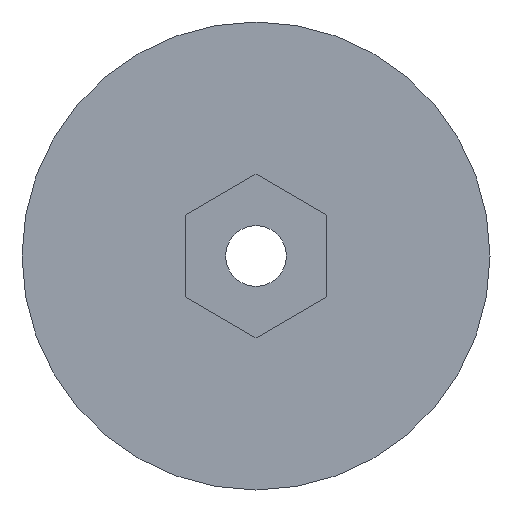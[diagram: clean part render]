
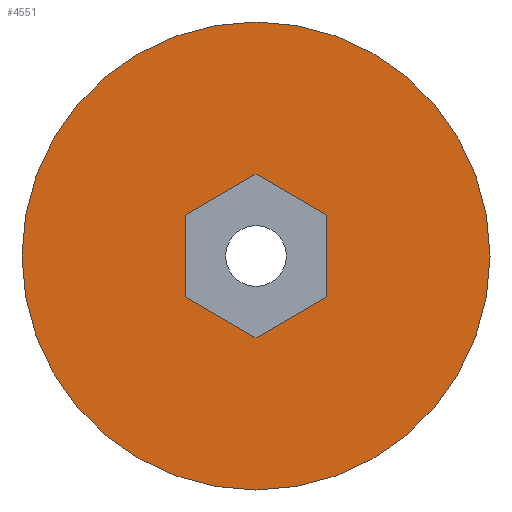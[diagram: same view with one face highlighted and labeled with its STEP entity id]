
A CAD part, left-side view. The second image highlights one B-rep face of the part: STEP entity #4551.
In plain terms, the highlighted planar face has unit normal (-1, 0, 0).
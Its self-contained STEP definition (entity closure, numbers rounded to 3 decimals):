
#115=CARTESIAN_POINT('',(0.,0.,0.));
#116=DIRECTION('',(-1.,0.,0.));
#117=DIRECTION('',(0.,1.,0.));
#118=AXIS2_PLACEMENT_3D('',#115,#116,#117);
#120=CARTESIAN_POINT('',(0.,0.,0.));
#121=DIRECTION('',(-1.,0.,0.));
#122=DIRECTION('',(0.,-1.,0.));
#123=AXIS2_PLACEMENT_3D('',#120,#121,#122);
#125=DIRECTION('',(0.,-0.866,-0.5));
#126=VECTOR('',#125,1.443);
#127=CARTESIAN_POINT('',(0.,0.,1.443));
#128=LINE('',#127,#126);
#129=DIRECTION('',(0.,-0.866,0.5));
#130=VECTOR('',#129,1.443);
#131=CARTESIAN_POINT('',(0.,1.25,0.722));
#132=LINE('',#131,#130);
#133=DIRECTION('',(0.,0.,1.));
#134=VECTOR('',#133,1.443);
#135=CARTESIAN_POINT('',(0.,1.25,-0.722));
#136=LINE('',#135,#134);
#137=DIRECTION('',(0.,0.866,0.5));
#138=VECTOR('',#137,1.443);
#139=CARTESIAN_POINT('',(0.,0.,-1.443));
#140=LINE('',#139,#138);
#141=DIRECTION('',(0.,0.866,-0.5));
#142=VECTOR('',#141,1.443);
#143=CARTESIAN_POINT('',(0.,-1.25,-0.722));
#144=LINE('',#143,#142);
#145=DIRECTION('',(0.,0.,-1.));
#146=VECTOR('',#145,1.443);
#147=CARTESIAN_POINT('',(0.,-1.25,0.722));
#148=LINE('',#147,#146);
#4454=CARTESIAN_POINT('',(0.,0.,1.443));
#4455=CARTESIAN_POINT('',(0.,-1.25,0.722));
#4456=VERTEX_POINT('',#4454);
#4457=VERTEX_POINT('',#4455);
#4458=CARTESIAN_POINT('',(0.,-1.25,-0.722));
#4459=VERTEX_POINT('',#4458);
#4460=CARTESIAN_POINT('',(0.,0.,-1.443));
#4461=VERTEX_POINT('',#4460);
#4462=CARTESIAN_POINT('',(0.,1.25,-0.722));
#4463=VERTEX_POINT('',#4462);
#4464=CARTESIAN_POINT('',(0.,1.25,0.722));
#4465=VERTEX_POINT('',#4464);
#4484=CARTESIAN_POINT('',(0.,4.123,0.));
#4485=CARTESIAN_POINT('',(0.,-4.123,0.));
#4486=VERTEX_POINT('',#4484);
#4487=VERTEX_POINT('',#4485);
#4526=CARTESIAN_POINT('',(0.,0.,0.));
#4527=DIRECTION('',(1.,0.,0.));
#4528=DIRECTION('',(0.,-1.,0.));
#4529=AXIS2_PLACEMENT_3D('',#4526,#4527,#4528);
#4530=PLANE('',#4529);
#4532=ORIENTED_EDGE('',*,*,#4531,.F.);
#4534=ORIENTED_EDGE('',*,*,#4533,.F.);
#4535=EDGE_LOOP('',(#4532,#4534));
#4536=FACE_OUTER_BOUND('',#4535,.F.);
#4538=ORIENTED_EDGE('',*,*,#4537,.F.);
#4540=ORIENTED_EDGE('',*,*,#4539,.F.);
#4542=ORIENTED_EDGE('',*,*,#4541,.F.);
#4544=ORIENTED_EDGE('',*,*,#4543,.F.);
#4546=ORIENTED_EDGE('',*,*,#4545,.F.);
#4548=ORIENTED_EDGE('',*,*,#4547,.F.);
#4549=EDGE_LOOP('',(#4538,#4540,#4542,#4544,#4546,#4548));
#4550=FACE_BOUND('',#4549,.F.);
#119=CIRCLE('',#118,4.123);
#124=CIRCLE('',#123,4.123);
#4531=EDGE_CURVE('',#4486,#4487,#119,.T.);
#4533=EDGE_CURVE('',#4487,#4486,#124,.T.);
#4537=EDGE_CURVE('',#4456,#4457,#128,.T.);
#4539=EDGE_CURVE('',#4465,#4456,#132,.T.);
#4541=EDGE_CURVE('',#4463,#4465,#136,.T.);
#4543=EDGE_CURVE('',#4461,#4463,#140,.T.);
#4545=EDGE_CURVE('',#4459,#4461,#144,.T.);
#4547=EDGE_CURVE('',#4457,#4459,#148,.T.);
#4551=ADVANCED_FACE('',(#4536,#4550),#4530,.F.);
